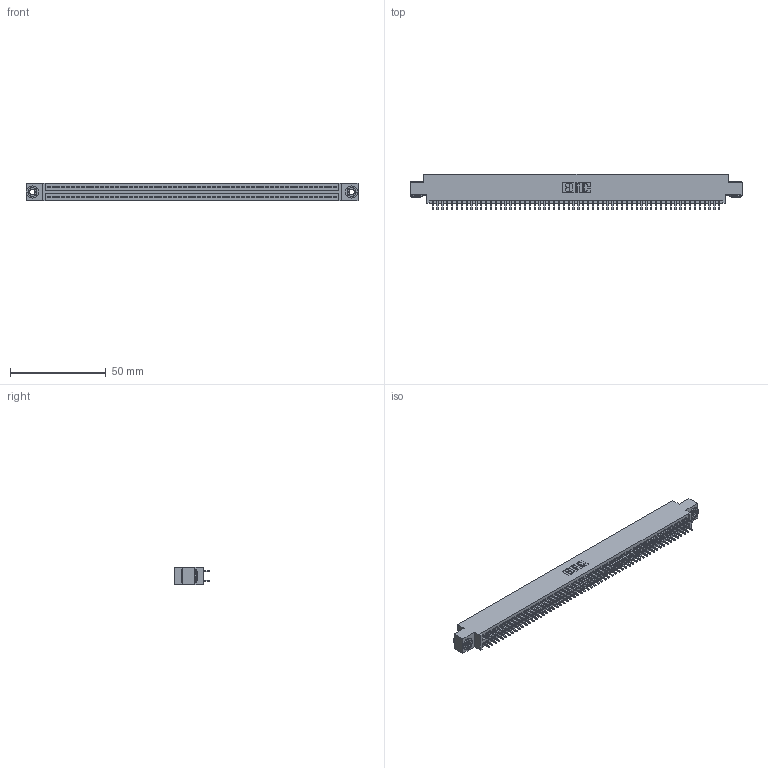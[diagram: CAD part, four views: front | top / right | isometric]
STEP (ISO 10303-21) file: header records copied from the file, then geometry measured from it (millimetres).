
FILE_DESCRIPTION (( 'STEP AP203' ), '1' );
FILE_NAME ('395-120-521-803.STEP', '2019-10-28T03:55:17', ( '' ), ( '' ), 'SwSTEP 2.0', 'SolidWorks 2016', '' );
FILE_SCHEMA (( 'CONFIG_CONTROL_DESIGN' ));
Length unit declared in the file: inch
Products named in the file (4): 345 Part_0.170 Offset - 0.156 Dia-TH; 345-292-001_345-293-121; 345-250-002_345-250-002-102; 395-120-521-803
Assembly tree (123 placements, depth 2):
  395-120-521-803
    345 Part_0.170 Offset - 0.156 Dia-TH
    345-292-001_345-293-121  x120
    345-250-002_345-250-002-102  x2
Bounding box: 173.61 x 18.72 x 9.4 mm (x, y, z)
Volume: 16888.7 mm3; surface area: 25342.5 mm2
Topology: 123 solids, 123 shells, 6168 faces, 18309 edges, 12042 vertices
Faces by surface type: plane 4054, cylinder 2106, cone 8
Entity records: 45454 total; most frequent: CARTESIAN_POINT 7579, ORIENTED_EDGE 7506, DIRECTION 6691, EDGE_CURVE 3753, LINE 3357, VECTOR 3357, VERTEX_POINT 2498, AXIS2_PLACEMENT_3D 1667
